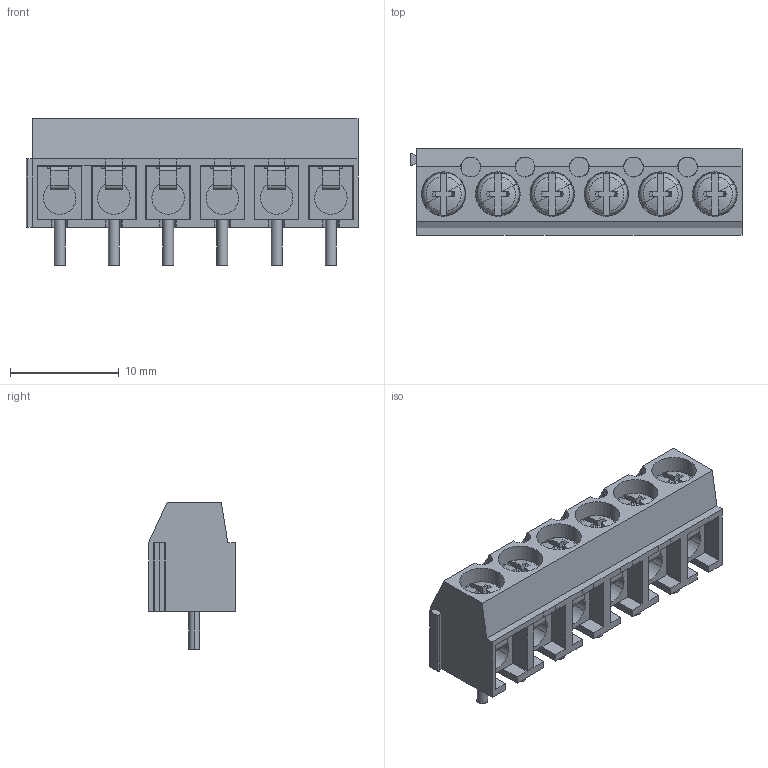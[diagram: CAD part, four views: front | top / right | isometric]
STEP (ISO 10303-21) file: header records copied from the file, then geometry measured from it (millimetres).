
FILE_DESCRIPTION(('CATIA V5 STEP Exchange','CAx-IF Rec.Pracs.--- Model Styling and Organization---1.4--- 2014-01-23'),'2;1');
FILE_NAME ('D1449996_1_1234680000_1234680000.stp','2022-05-05T13:10:12+00:00',('none'),('Weidmueller'),'CATIA Version 5-6 Release 2016 SP3 HF44','CATIA V5 STEP AP214','none');
FILE_SCHEMA(('AUTOMOTIVE_DESIGN { 1 0 10303 214 1 1 1 1 }'));
Length unit declared in the file: millimetre
Products named in the file (1): 1234680000
Bounding box: 30.6 x 8 x 13.5 mm (x, y, z)
Volume: 1329.7 mm3; surface area: 3447.6 mm2
Topology: 13 solids, 13 shells, 428 faces, 1214 edges, 819 vertices
Faces by surface type: plane 261, cylinder 96, cone 35, revolution 24, torus 12
Entity records: 13441 total; most frequent: CARTESIAN_POINT 3404, ORIENTED_EDGE 2428, DIRECTION 1448, EDGE_CURVE 1214, VERTEX_POINT 819, VECTOR 742, LINE 742, AXIS2_PLACEMENT_3D 489
